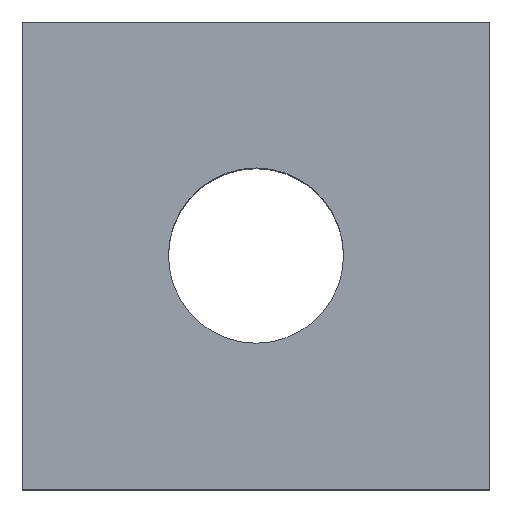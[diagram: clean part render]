
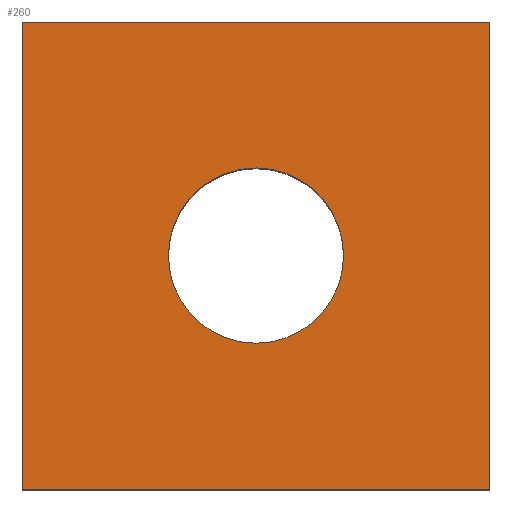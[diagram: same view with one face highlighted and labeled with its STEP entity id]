
A CAD part, top view. The second image highlights one B-rep face of the part: STEP entity #260.
In plain terms, the highlighted planar face has unit normal (0, 0, 1).
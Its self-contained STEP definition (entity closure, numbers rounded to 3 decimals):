
#13 = CARTESIAN_POINT ( 'NONE',  ( 0., 0., 8. ) ) ;
#17 = AXIS2_PLACEMENT_3D ( 'NONE', #415, #173, #122 ) ;
#94 = VERTEX_POINT ( 'NONE', #579 ) ;
#95 = DIRECTION ( 'NONE',  ( 1., 0., 0. ) ) ;
#122 = DIRECTION ( 'NONE',  ( 1., 0., 0. ) ) ;
#139 = ORIENTED_EDGE ( 'NONE', *, *, #334, .T. ) ;
#151 = VECTOR ( 'NONE', #265, 1000. ) ;
#167 = CIRCLE ( 'NONE', #616, 1.5 ) ;
#173 = DIRECTION ( 'NONE',  ( 0., 0., 1. ) ) ;
#186 = LINE ( 'NONE', #253, #411 ) ;
#207 = ORIENTED_EDGE ( 'NONE', *, *, #392, .T. ) ;
#208 = AXIS2_PLACEMENT_3D ( 'NONE', #13, #667, #241 ) ;
#220 = ORIENTED_EDGE ( 'NONE', *, *, #239, .F. ) ;
#230 = ORIENTED_EDGE ( 'NONE', *, *, #736, .T. ) ;
#239 = EDGE_CURVE ( 'NONE', #531, #748, #427, .T. ) ;
#241 = DIRECTION ( 'NONE',  ( 1., 0., 0. ) ) ;
#253 = CARTESIAN_POINT ( 'NONE',  ( -4., 4., 8. ) ) ;
#255 = DIRECTION ( 'NONE',  ( 0., 1., 0. ) ) ;
#260 = ADVANCED_FACE ( 'NONE', ( #608, #526 ), #593, .T. ) ;
#265 = DIRECTION ( 'NONE',  ( 1., 0., 0. ) ) ;
#269 = CARTESIAN_POINT ( 'NONE',  ( -4., -4., 8. ) ) ;
#311 = LINE ( 'NONE', #448, #684 ) ;
#318 = EDGE_LOOP ( 'NONE', ( #379, #220 ) ) ;
#322 = DIRECTION ( 'NONE',  ( -1., 0., 0. ) ) ;
#333 = CARTESIAN_POINT ( 'NONE',  ( 0., 0., 8. ) ) ;
#334 = EDGE_CURVE ( 'NONE', #683, #770, #311, .T. ) ;
#379 = ORIENTED_EDGE ( 'NONE', *, *, #540, .F. ) ;
#380 = CARTESIAN_POINT ( 'NONE',  ( 4., 4., 8. ) ) ;
#392 = EDGE_CURVE ( 'NONE', #770, #628, #186, .T. ) ;
#404 = ORIENTED_EDGE ( 'NONE', *, *, #478, .T. ) ;
#411 = VECTOR ( 'NONE', #548, 1000. ) ;
#414 = CARTESIAN_POINT ( 'NONE',  ( -4., -4., 8. ) ) ;
#415 = CARTESIAN_POINT ( 'NONE',  ( 0., 0., 8. ) ) ;
#425 = EDGE_LOOP ( 'NONE', ( #230, #139, #207, #404 ) ) ;
#427 = CIRCLE ( 'NONE', #17, 1.5 ) ;
#448 = CARTESIAN_POINT ( 'NONE',  ( -4., 4., 8. ) ) ;
#478 = EDGE_CURVE ( 'NONE', #628, #94, #578, .T. ) ;
#507 = CARTESIAN_POINT ( 'NONE',  ( 1.5, 0., 8. ) ) ;
#526 = FACE_BOUND ( 'NONE', #318, .T. ) ;
#528 = CARTESIAN_POINT ( 'NONE',  ( 4., 4., 8. ) ) ;
#531 = VERTEX_POINT ( 'NONE', #507 ) ;
#540 = EDGE_CURVE ( 'NONE', #748, #531, #167, .T. ) ;
#548 = DIRECTION ( 'NONE',  ( 0., -1., 0. ) ) ;
#578 = LINE ( 'NONE', #269, #151 ) ;
#579 = CARTESIAN_POINT ( 'NONE',  ( 4., -4., 8. ) ) ;
#593 = PLANE ( 'NONE',  #208 ) ;
#608 = FACE_OUTER_BOUND ( 'NONE', #425, .T. ) ;
#611 = CARTESIAN_POINT ( 'NONE',  ( -4., 4., 8. ) ) ;
#616 = AXIS2_PLACEMENT_3D ( 'NONE', #333, #760, #95 ) ;
#628 = VERTEX_POINT ( 'NONE', #414 ) ;
#667 = DIRECTION ( 'NONE',  ( 0., 0., 1. ) ) ;
#671 = VECTOR ( 'NONE', #255, 1000. ) ;
#676 = LINE ( 'NONE', #380, #671 ) ;
#683 = VERTEX_POINT ( 'NONE', #528 ) ;
#684 = VECTOR ( 'NONE', #322, 1000. ) ;
#686 = CARTESIAN_POINT ( 'NONE',  ( -1.5, 0., 8. ) ) ;
#736 = EDGE_CURVE ( 'NONE', #94, #683, #676, .T. ) ;
#748 = VERTEX_POINT ( 'NONE', #686 ) ;
#760 = DIRECTION ( 'NONE',  ( 0., 0., 1. ) ) ;
#770 = VERTEX_POINT ( 'NONE', #611 ) ;
